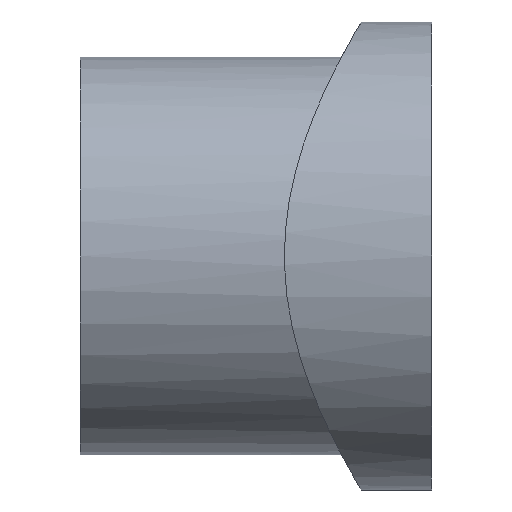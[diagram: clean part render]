
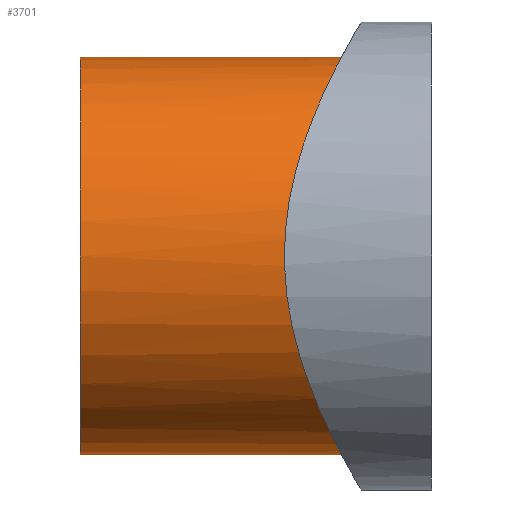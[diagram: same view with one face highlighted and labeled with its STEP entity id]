
A CAD part, left-side view. The second image highlights one B-rep face of the part: STEP entity #3701.
In plain terms, the highlighted cylindrical face has radius 8.5 mm (diameter 17 mm), a partial arc.
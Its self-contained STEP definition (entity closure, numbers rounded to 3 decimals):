
#405 = CARTESIAN_POINT ( 'NONE',  ( -6.404, 4.259, 5.615 ) ) ;
#462 = CARTESIAN_POINT ( 'NONE',  ( -4.295, 3.55, 7.356 ) ) ;
#507 = CARTESIAN_POINT ( 'NONE',  ( -6.21, 4.185, -5.811 ) ) ;
#1293 = CARTESIAN_POINT ( 'NONE',  ( -0.286, 3., -8.5 ) ) ;
#1303 = CARTESIAN_POINT ( 'NONE',  ( 0., 15., -8.5 ) ) ;
#1336 = CARTESIAN_POINT ( 'NONE',  ( -0.571, 3.007, -8.486 ) ) ;
#1590 = CARTESIAN_POINT ( 'NONE',  ( -8.389, 5.236, -1.4 ) ) ;
#1750 = CARTESIAN_POINT ( 'NONE',  ( -7.615, 4.818, 3.787 ) ) ;
#2517 = CARTESIAN_POINT ( 'NONE',  ( 0., 3., -8.5 ) ) ;
#2574 = DIRECTION ( 'NONE',  ( 0., -1., 0. ) ) ;
#2634 = EDGE_LOOP ( 'NONE', ( #8733, #10702, #9656, #7543 ) ) ;
#2782 = CARTESIAN_POINT ( 'NONE',  ( -6.743, 4.407, -5.182 ) ) ;
#2837 = CARTESIAN_POINT ( 'NONE',  ( -8.217, 5.139, 2.247 ) ) ;
#2854 = VERTEX_POINT ( 'NONE', #8293 ) ;
#2895 = CARTESIAN_POINT ( 'NONE',  ( -0.564, 3., 8.5 ) ) ;
#2947 = CARTESIAN_POINT ( 'NONE',  ( -2.773, 3.221, 8.055 ) ) ;
#3559 = CARTESIAN_POINT ( 'NONE',  ( -3.804, 3.427, -7.621 ) ) ;
#3701 = ADVANCED_FACE ( 'NONE', ( #10373 ), #7293, .T. ) ;
#3813 = CARTESIAN_POINT ( 'NONE',  ( 0., 3., 8.5 ) ) ;
#4074 = CARTESIAN_POINT ( 'NONE',  ( -5.205, 3.817, 6.742 ) ) ;
#4199 = CARTESIAN_POINT ( 'NONE',  ( 0., 3., 8.5 ) ) ;
#4283 = CARTESIAN_POINT ( 'NONE',  ( -4.299, 3.551, -7.353 ) ) ;
#5066 = CARTESIAN_POINT ( 'NONE',  ( 0., 15., 8.5 ) ) ;
#5070 = CARTESIAN_POINT ( 'NONE',  ( -8.485, 5.292, 0.572 ) ) ;
#5126 = CARTESIAN_POINT ( 'NONE',  ( -6.907, 4.48, -4.962 ) ) ;
#5222 = LINE ( 'NONE', #5066, #10812 ) ;
#5234 = CARTESIAN_POINT ( 'NONE',  ( -5.633, 3.964, 6.388 ) ) ;
#5271 = VERTEX_POINT ( 'NONE', #4199 ) ;
#5288 = CARTESIAN_POINT ( 'NONE',  ( -8.386, 5.235, 1.415 ) ) ;
#6010 = CARTESIAN_POINT ( 'NONE',  ( 0., 15., 0. ) ) ;
#6180 = CARTESIAN_POINT ( 'NONE',  ( -8.5, 5.301, 0.291 ) ) ;
#6232 = CARTESIAN_POINT ( 'NONE',  ( -7.615, 4.818, -3.786 ) ) ;
#6280 = CARTESIAN_POINT ( 'NONE',  ( -8.431, 5.261, -1.117 ) ) ;
#6393 = CARTESIAN_POINT ( 'NONE',  ( -7.353, 4.688, 4.273 ) ) ;
#6767 = DIRECTION ( 'NONE',  ( 0., -1., 0. ) ) ;
#6903 = CARTESIAN_POINT ( 'NONE',  ( 0., 15., 8.5 ) ) ;
#7104 = VERTEX_POINT ( 'NONE', #10607 ) ;
#7293 = CYLINDRICAL_SURFACE ( 'NONE', #13380, 8.5 ) ;
#7360 = DIRECTION ( 'NONE',  ( 0., -1., 0. ) ) ;
#7363 = CARTESIAN_POINT ( 'NONE',  ( -7.736, 4.88, -3.534 ) ) ;
#7415 = CARTESIAN_POINT ( 'NONE',  ( -7.211, 4.62, -4.508 ) ) ;
#7435 = EDGE_CURVE ( 'NONE', #5271, #7104, #12560, .T. ) ;
#7475 = CARTESIAN_POINT ( 'NONE',  ( -6.395, 4.26, -5.606 ) ) ;
#7543 = ORIENTED_EDGE ( 'NONE', *, *, #7435, .F. ) ;
#7581 = CARTESIAN_POINT ( 'NONE',  ( -1.137, 3.029, 8.442 ) ) ;
#8222 = DIRECTION ( 'NONE',  ( 0., -1., 0. ) ) ;
#8293 = CARTESIAN_POINT ( 'NONE',  ( 0., 15., -8.5 ) ) ;
#8540 = CARTESIAN_POINT ( 'NONE',  ( -8.5, 5.301, -0.272 ) ) ;
#8591 = CARTESIAN_POINT ( 'NONE',  ( -8.429, 5.26, 1.133 ) ) ;
#8646 = CARTESIAN_POINT ( 'NONE',  ( -7.209, 4.619, 4.512 ) ) ;
#8733 = ORIENTED_EDGE ( 'NONE', *, *, #11248, .F. ) ;
#8966 = CARTESIAN_POINT ( 'NONE',  ( 0., 15., 0. ) ) ;
#9420 = EDGE_CURVE ( 'NONE', #14325, #2854, #10508, .T. ) ;
#9656 = ORIENTED_EDGE ( 'NONE', *, *, #12346, .T. ) ;
#10373 = FACE_OUTER_BOUND ( 'NONE', #2634, .T. ) ;
#10508 = CIRCLE ( 'NONE', #12909, 8.5 ) ;
#10577 = CARTESIAN_POINT ( 'NONE',  ( -1.139, 3.036, -8.428 ) ) ;
#10607 = CARTESIAN_POINT ( 'NONE',  ( 0., 3., -8.5 ) ) ;
#10702 = ORIENTED_EDGE ( 'NONE', *, *, #9420, .T. ) ;
#10812 = VECTOR ( 'NONE', #7360, 1000. ) ;
#10935 = CARTESIAN_POINT ( 'NONE',  ( -5.629, 3.963, -6.393 ) ) ;
#10982 = CARTESIAN_POINT ( 'NONE',  ( -3.809, 3.428, 7.62 ) ) ;
#11040 = CARTESIAN_POINT ( 'NONE',  ( -7.733, 4.879, 3.539 ) ) ;
#11097 = CARTESIAN_POINT ( 'NONE',  ( -5.209, 3.818, -6.739 ) ) ;
#11248 = EDGE_CURVE ( 'NONE', #14325, #5271, #5222, .T. ) ;
#11790 = DIRECTION ( 'NONE',  ( 0., 0., -1. ) ) ;
#12012 = CARTESIAN_POINT ( 'NONE',  ( -8.487, 5.293, -0.553 ) ) ;
#12167 = CARTESIAN_POINT ( 'NONE',  ( -2.239, 3.14, 8.219 ) ) ;
#12219 = CARTESIAN_POINT ( 'NONE',  ( -8.053, 5.047, 2.777 ) ) ;
#12346 = EDGE_CURVE ( 'NONE', #2854, #7104, #12463, .T. ) ;
#12463 = LINE ( 'NONE', #1303, #14861 ) ;
#12560 = B_SPLINE_CURVE_WITH_KNOTS ( 'NONE', 3,
 ( #3813, #2895, #7581, #12167, #2947, #10982, #462, #4074, #5234, #405, #13366, #8646, #6393, #1750, #11040, #12219, #2837, #5288, #8591, #5070, #6180, #8540, #12012, #6280, #1590, #14328, #13199, #7363, #6232, #13252, #7415, #5126, #2782, #7475, #507, #10935, #11097, #4283, #3559, #13968, #14161, #14065, #10577, #1336, #1293, #2517 ),
 .UNSPECIFIED., .F., .F.,
 ( 4, 2, 2, 2, 2, 2, 2, 2, 2, 2, 2, 2, 2, 2, 2, 2, 2, 2, 2, 2, 2, 2, 4 ),
 ( 0.027, 0.029, 0.03, 0.032, 0.034, 0.035, 0.036, 0.037, 0.039, 0.04, 0.041, 0.041, 0.042, 0.044, 0.045, 0.046, 0.046, 0.047, 0.049, 0.051, 0.052, 0.053, 0.054 ),
 .UNSPECIFIED. ) ;
#12909 = AXIS2_PLACEMENT_3D ( 'NONE', #8966, #6767, #13634 ) ;
#13199 = CARTESIAN_POINT ( 'NONE',  ( -8.058, 5.05, -2.762 ) ) ;
#13252 = CARTESIAN_POINT ( 'NONE',  ( -7.353, 4.688, -4.273 ) ) ;
#13366 = CARTESIAN_POINT ( 'NONE',  ( -6.75, 4.407, 5.195 ) ) ;
#13380 = AXIS2_PLACEMENT_3D ( 'NONE', #6010, #8222, #11790 ) ;
#13634 = DIRECTION ( 'NONE',  ( 0., 0., -1. ) ) ;
#13968 = CARTESIAN_POINT ( 'NONE',  ( -2.781, 3.223, -8.051 ) ) ;
#14065 = CARTESIAN_POINT ( 'NONE',  ( -1.421, 3.058, -8.385 ) ) ;
#14161 = CARTESIAN_POINT ( 'NONE',  ( -2.25, 3.142, -8.216 ) ) ;
#14325 = VERTEX_POINT ( 'NONE', #6903 ) ;
#14328 = CARTESIAN_POINT ( 'NONE',  ( -8.222, 5.141, -2.23 ) ) ;
#14861 = VECTOR ( 'NONE', #2574, 1000. ) ;
